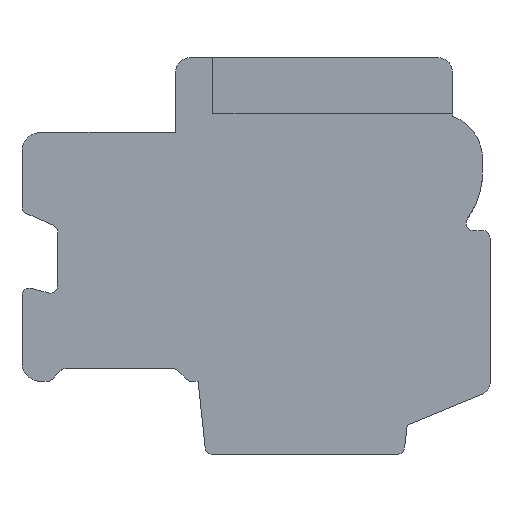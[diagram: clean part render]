
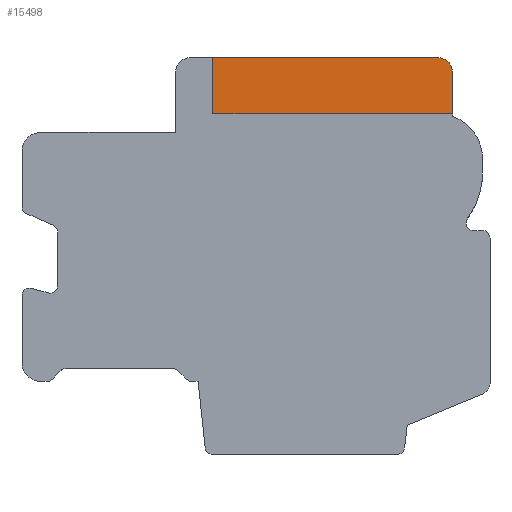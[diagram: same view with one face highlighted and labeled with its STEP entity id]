
A CAD part, front view. The second image highlights one B-rep face of the part: STEP entity #15498.
In plain terms, the highlighted planar face has unit normal (0, -1, 0).
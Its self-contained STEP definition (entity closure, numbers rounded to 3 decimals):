
#57=DIRECTION('',(-1.,0.,0.));
#58=VECTOR('',#57,6.);
#59=CARTESIAN_POINT('',(4.85,-88.5,5.3));
#60=LINE('',#59,#58);
#1005=CARTESIAN_POINT('',(4.85,-88.5,4.9));
#1006=DIRECTION('',(0.,1.,0.));
#1007=DIRECTION('',(0.,0.,1.));
#1008=AXIS2_PLACEMENT_3D('',#1005,#1006,#1007);
#1062=DIRECTION('',(0.,0.,-1.));
#1063=VECTOR('',#1062,1.1);
#1064=CARTESIAN_POINT('',(5.25,-88.5,4.9));
#1065=LINE('',#1064,#1063);
#4720=DIRECTION('',(0.,0.,1.));
#4721=VECTOR('',#4720,1.5);
#4722=CARTESIAN_POINT('',(-1.15,-88.5,3.8));
#4723=LINE('',#4722,#4721);
#4728=DIRECTION('',(-1.,0.,0.));
#4729=VECTOR('',#4728,6.4);
#4730=CARTESIAN_POINT('',(5.25,-88.5,3.8));
#4731=LINE('',#4730,#4729);
#10019=CARTESIAN_POINT('',(-1.15,-88.5,5.3));
#10021=VERTEX_POINT('',#10019);
#10023=CARTESIAN_POINT('',(4.85,-88.5,5.3));
#10024=VERTEX_POINT('',#10023);
#10025=CARTESIAN_POINT('',(5.25,-88.5,4.9));
#10026=VERTEX_POINT('',#10025);
#10027=CARTESIAN_POINT('',(5.25,-88.5,3.8));
#10028=VERTEX_POINT('',#10027);
#10031=CARTESIAN_POINT('',(-1.15,-88.5,3.8));
#10032=VERTEX_POINT('',#10031);
#15485=CARTESIAN_POINT('',(5.25,-88.5,3.8));
#15486=DIRECTION('',(0.,1.,0.));
#15487=DIRECTION('',(0.,0.,1.));
#15488=AXIS2_PLACEMENT_3D('',#15485,#15486,#15487);
#15489=PLANE('',#15488);
#15490=ORIENTED_EDGE('',*,*,#10857,.F.);
#15491=ORIENTED_EDGE('',*,*,#11804,.T.);
#15492=ORIENTED_EDGE('',*,*,#11878,.T.);
#15494=ORIENTED_EDGE('',*,*,#15493,.T.);
#15495=ORIENTED_EDGE('',*,*,#15477,.T.);
#15496=EDGE_LOOP('',(#15490,#15491,#15492,#15494,#15495));
#15497=FACE_OUTER_BOUND('',#15496,.F.);
#15498=ADVANCED_FACE('',(#15497),#15489,.F.);
#1009=CIRCLE('',#1008,0.4);
#10857=EDGE_CURVE('',#10024,#10021,#60,.T.);
#11804=EDGE_CURVE('',#10024,#10026,#1009,.T.);
#11878=EDGE_CURVE('',#10026,#10028,#1065,.T.);
#15477=EDGE_CURVE('',#10032,#10021,#4723,.T.);
#15493=EDGE_CURVE('',#10028,#10032,#4731,.T.);
